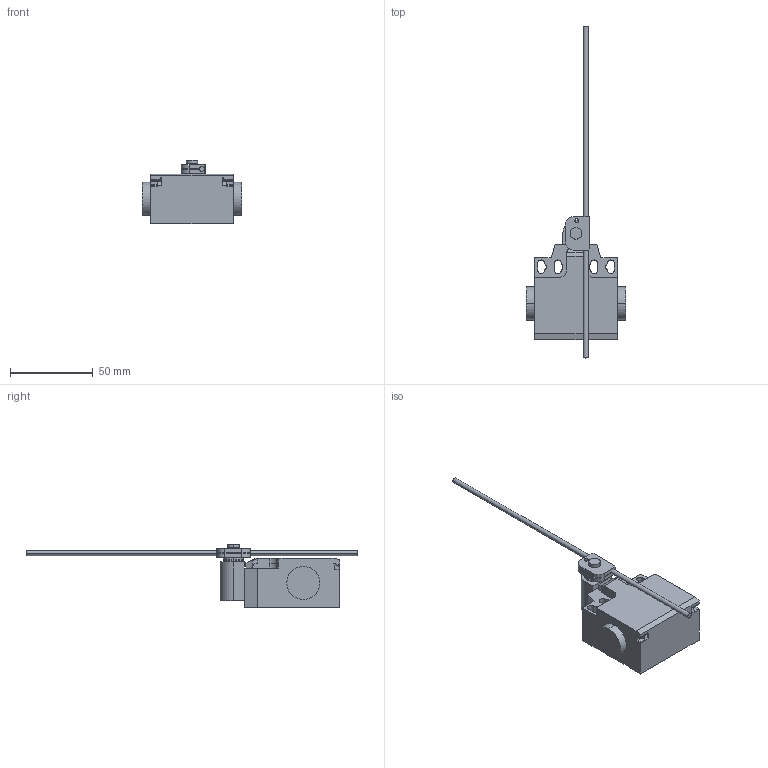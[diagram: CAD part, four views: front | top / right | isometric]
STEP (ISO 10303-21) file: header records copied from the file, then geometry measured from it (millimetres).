
FILE_DESCRIPTION((''),'2;1');
FILE_NAME('3d_KCL1L11.stp','2012-10-03T08:17:45',(''),(''),'Mechanical Desktop 2011','Mechanical Desktop 2011',', , ');
FILE_SCHEMA(('CONFIG_CONTROL_DESIGN'));
Length unit declared in the file: millimetre
Products named in the file (1): Product
Bounding box: 60 x 200 x 38.41 mm (x, y, z)
Volume: 83817.6 mm3; surface area: 20383 mm2
Topology: 10 solids, 10 shells, 170 faces, 475 edges, 337 vertices
Faces by surface type: plane 93, cylinder 51, bspline 26
Entity records: 5726 total; most frequent: CARTESIAN_POINT 1216, ORIENTED_EDGE 924, DIRECTION 893, EDGE_CURVE 462, VECTOR 347, LINE 347, VERTEX_POINT 312, AXIS2_PLACEMENT_3D 273
